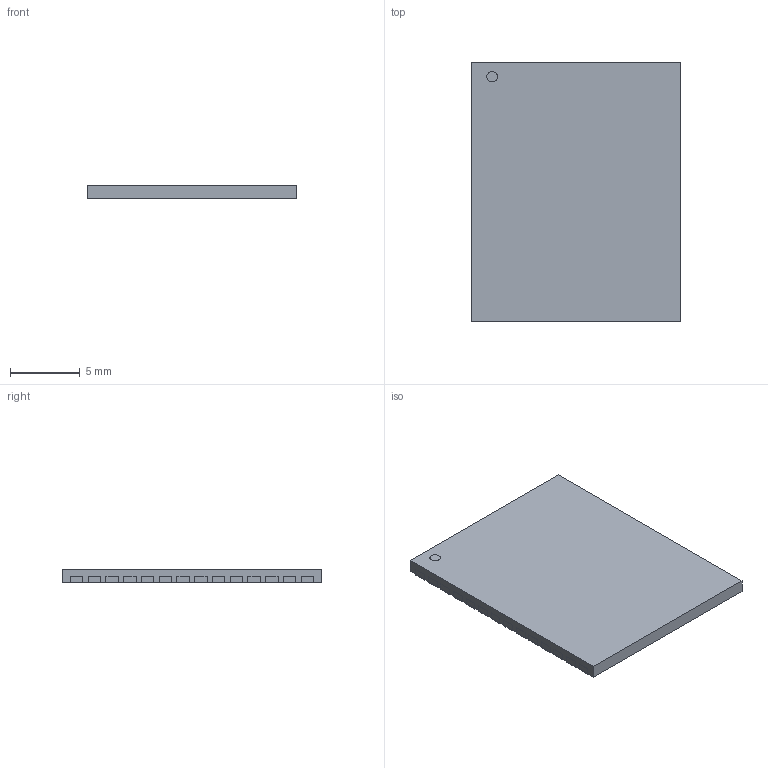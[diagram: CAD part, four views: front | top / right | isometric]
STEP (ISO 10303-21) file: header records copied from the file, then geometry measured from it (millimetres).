
FILE_DESCRIPTION(('STEP AP214'),'1');
FILE_NAME('XM125_ACC','2025-12-27T03:32:58',(''),(''),'','','');
FILE_SCHEMA(('AUTOMOTIVE_DESIGN'));
Length unit declared in the file: millimetre
Products named in the file (1): product
Bounding box: 15.01 x 18.59 x 0.99 mm (x, y, z)
Volume: 264 mm3; surface area: 715.2 mm2
Topology: 30 solids, 30 shells, 233 faces, 463 edges, 290 vertices
Faces by surface type: plane 232, cylinder 1
Full cylindrical faces by diameter (mm): 0.751 x1
Entity records: 6141 total; most frequent: ORIENTED_EDGE 1036, DIRECTION 990, CARTESIAN_POINT 583, EDGE_CURVE 518, LINE 516, VECTOR 516, VERTEX_POINT 346, AXIS2_PLACEMENT_3D 237
